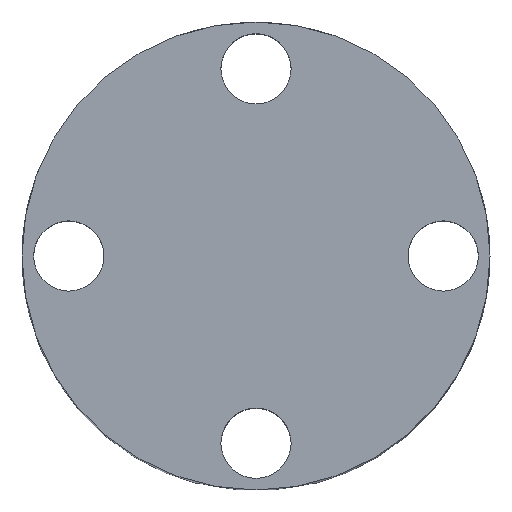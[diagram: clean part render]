
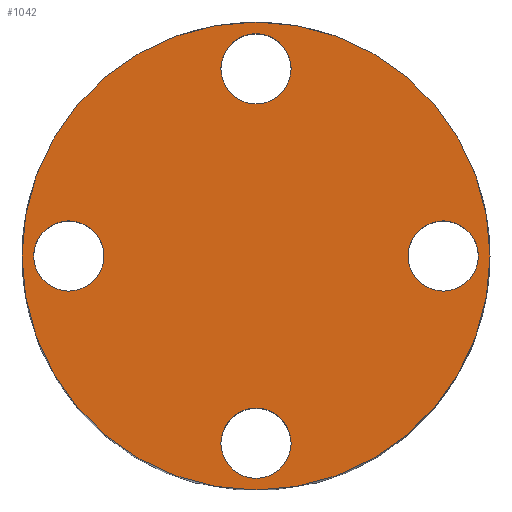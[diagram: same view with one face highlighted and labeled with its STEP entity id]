
A CAD part, top view. The second image highlights one B-rep face of the part: STEP entity #1042.
In plain terms, the highlighted planar face has unit normal (0, 0, 1).
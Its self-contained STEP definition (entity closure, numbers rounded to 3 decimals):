
#6 = AXIS2_PLACEMENT_3D ( 'NONE', #496, #376, #770 ) ;
#34 = ORIENTED_EDGE ( 'NONE', *, *, #899, .F. ) ;
#58 = EDGE_CURVE ( 'NONE', #388, #276, #389, .T. ) ;
#69 = DIRECTION ( 'NONE',  ( 1., 0., 0. ) ) ;
#73 = CIRCLE ( 'NONE', #773, 1.5 ) ;
#91 = CARTESIAN_POINT ( 'NONE',  ( -6.5, 0., 31. ) ) ;
#103 = EDGE_CURVE ( 'NONE', #941, #1141, #185, .T. ) ;
#104 = VERTEX_POINT ( 'NONE', #315 ) ;
#126 = CIRCLE ( 'NONE', #952, 1.5 ) ;
#142 = DIRECTION ( 'NONE',  ( 1., 0., 0. ) ) ;
#152 = EDGE_CURVE ( 'NONE', #799, #648, #126, .T. ) ;
#154 = CARTESIAN_POINT ( 'NONE',  ( 9.5, 0., 31. ) ) ;
#167 = DIRECTION ( 'NONE',  ( 0., 0., 1. ) ) ;
#172 = AXIS2_PLACEMENT_3D ( 'NONE', #787, #517, #797 ) ;
#181 = DIRECTION ( 'NONE',  ( 0., 0., 1. ) ) ;
#185 = CIRCLE ( 'NONE', #351, 10. ) ;
#187 = AXIS2_PLACEMENT_3D ( 'NONE', #861, #181, #488 ) ;
#224 = DIRECTION ( 'NONE',  ( 0., 0., 1. ) ) ;
#234 = EDGE_LOOP ( 'NONE', ( #435, #1188 ) ) ;
#245 = FACE_BOUND ( 'NONE', #234, .T. ) ;
#276 = VERTEX_POINT ( 'NONE', #1131 ) ;
#280 = EDGE_LOOP ( 'NONE', ( #1043, #1153 ) ) ;
#302 = CIRCLE ( 'NONE', #1011, 1.5 ) ;
#314 = DIRECTION ( 'NONE',  ( 0., 0., 1. ) ) ;
#315 = CARTESIAN_POINT ( 'NONE',  ( 6.5, 0., 31. ) ) ;
#341 = CARTESIAN_POINT ( 'NONE',  ( -1.5, -8., 31. ) ) ;
#344 = EDGE_CURVE ( 'NONE', #648, #799, #302, .T. ) ;
#351 = AXIS2_PLACEMENT_3D ( 'NONE', #633, #709, #142 ) ;
#359 = CARTESIAN_POINT ( 'NONE',  ( 0., -8., 31. ) ) ;
#368 = DIRECTION ( 'NONE',  ( 1., 0., 0. ) ) ;
#369 = EDGE_LOOP ( 'NONE', ( #823, #1009 ) ) ;
#376 = DIRECTION ( 'NONE',  ( 0., 0., 1. ) ) ;
#388 = VERTEX_POINT ( 'NONE', #91 ) ;
#389 = CIRCLE ( 'NONE', #636, 1.5 ) ;
#398 = EDGE_LOOP ( 'NONE', ( #1096, #1182 ) ) ;
#409 = CIRCLE ( 'NONE', #793, 1.5 ) ;
#411 = EDGE_CURVE ( 'NONE', #104, #695, #1130, .T. ) ;
#421 = EDGE_CURVE ( 'NONE', #695, #104, #660, .T. ) ;
#434 = CIRCLE ( 'NONE', #172, 10. ) ;
#435 = ORIENTED_EDGE ( 'NONE', *, *, #152, .F. ) ;
#445 = DIRECTION ( 'NONE',  ( 0., 0., 1. ) ) ;
#446 = CARTESIAN_POINT ( 'NONE',  ( 0., 0., 31. ) ) ;
#488 = DIRECTION ( 'NONE',  ( 1., 0., 0. ) ) ;
#496 = CARTESIAN_POINT ( 'NONE',  ( 8., 0., 31. ) ) ;
#517 = DIRECTION ( 'NONE',  ( 0., 0., 1. ) ) ;
#536 = FACE_BOUND ( 'NONE', #398, .T. ) ;
#548 = CARTESIAN_POINT ( 'NONE',  ( 0., 8., 31. ) ) ;
#553 = CARTESIAN_POINT ( 'NONE',  ( 1.5, -8., 31. ) ) ;
#567 = CIRCLE ( 'NONE', #1036, 1.5 ) ;
#592 = DIRECTION ( 'NONE',  ( 1., 0., 0. ) ) ;
#621 = DIRECTION ( 'NONE',  ( 1., 0., 0. ) ) ;
#624 = CARTESIAN_POINT ( 'NONE',  ( 1.5, 8., 31. ) ) ;
#633 = CARTESIAN_POINT ( 'NONE',  ( 0., 0., 31. ) ) ;
#636 = AXIS2_PLACEMENT_3D ( 'NONE', #1025, #844, #69 ) ;
#637 = PLANE ( 'NONE',  #1014 ) ;
#648 = VERTEX_POINT ( 'NONE', #624 ) ;
#651 = CARTESIAN_POINT ( 'NONE',  ( 0., -8., 31. ) ) ;
#660 = CIRCLE ( 'NONE', #187, 1.5 ) ;
#679 = VERTEX_POINT ( 'NONE', #341 ) ;
#690 = VERTEX_POINT ( 'NONE', #553 ) ;
#695 = VERTEX_POINT ( 'NONE', #154 ) ;
#709 = DIRECTION ( 'NONE',  ( 0., 0., 1. ) ) ;
#716 = EDGE_CURVE ( 'NONE', #679, #690, #73, .T. ) ;
#720 = EDGE_LOOP ( 'NONE', ( #34, #757 ) ) ;
#727 = DIRECTION ( 'NONE',  ( 1., 0., 0. ) ) ;
#736 = DIRECTION ( 'NONE',  ( 1., 0., 0. ) ) ;
#743 = EDGE_CURVE ( 'NONE', #690, #679, #409, .T. ) ;
#757 = ORIENTED_EDGE ( 'NONE', *, *, #58, .F. ) ;
#770 = DIRECTION ( 'NONE',  ( 1., 0., 0. ) ) ;
#773 = AXIS2_PLACEMENT_3D ( 'NONE', #359, #167, #846 ) ;
#787 = CARTESIAN_POINT ( 'NONE',  ( 0., 0., 31. ) ) ;
#793 = AXIS2_PLACEMENT_3D ( 'NONE', #651, #445, #727 ) ;
#797 = DIRECTION ( 'NONE',  ( 1., 0., 0. ) ) ;
#799 = VERTEX_POINT ( 'NONE', #1156 ) ;
#810 = CARTESIAN_POINT ( 'NONE',  ( -10., 0., 31. ) ) ;
#823 = ORIENTED_EDGE ( 'NONE', *, *, #411, .F. ) ;
#833 = DIRECTION ( 'NONE',  ( 0., 0., 1. ) ) ;
#844 = DIRECTION ( 'NONE',  ( 0., 0., 1. ) ) ;
#846 = DIRECTION ( 'NONE',  ( 1., 0., 0. ) ) ;
#861 = CARTESIAN_POINT ( 'NONE',  ( 8., 0., 31. ) ) ;
#863 = EDGE_CURVE ( 'NONE', #1141, #941, #434, .T. ) ;
#899 = EDGE_CURVE ( 'NONE', #276, #388, #567, .T. ) ;
#910 = CARTESIAN_POINT ( 'NONE',  ( 0., 8., 31. ) ) ;
#941 = VERTEX_POINT ( 'NONE', #810 ) ;
#952 = AXIS2_PLACEMENT_3D ( 'NONE', #910, #224, #621 ) ;
#994 = FACE_OUTER_BOUND ( 'NONE', #280, .T. ) ;
#1009 = ORIENTED_EDGE ( 'NONE', *, *, #421, .F. ) ;
#1011 = AXIS2_PLACEMENT_3D ( 'NONE', #548, #1231, #368 ) ;
#1014 = AXIS2_PLACEMENT_3D ( 'NONE', #446, #833, #736 ) ;
#1025 = CARTESIAN_POINT ( 'NONE',  ( -8., 0., 31. ) ) ;
#1036 = AXIS2_PLACEMENT_3D ( 'NONE', #1174, #314, #592 ) ;
#1042 = ADVANCED_FACE ( 'NONE', ( #1193, #536, #1200, #245, #994 ), #637, .T. ) ;
#1043 = ORIENTED_EDGE ( 'NONE', *, *, #103, .T. ) ;
#1096 = ORIENTED_EDGE ( 'NONE', *, *, #716, .F. ) ;
#1130 = CIRCLE ( 'NONE', #6, 1.5 ) ;
#1131 = CARTESIAN_POINT ( 'NONE',  ( -9.5, 0., 31. ) ) ;
#1141 = VERTEX_POINT ( 'NONE', #1183 ) ;
#1153 = ORIENTED_EDGE ( 'NONE', *, *, #863, .T. ) ;
#1156 = CARTESIAN_POINT ( 'NONE',  ( -1.5, 8., 31. ) ) ;
#1174 = CARTESIAN_POINT ( 'NONE',  ( -8., 0., 31. ) ) ;
#1182 = ORIENTED_EDGE ( 'NONE', *, *, #743, .F. ) ;
#1183 = CARTESIAN_POINT ( 'NONE',  ( 10., 0., 31. ) ) ;
#1188 = ORIENTED_EDGE ( 'NONE', *, *, #344, .F. ) ;
#1193 = FACE_BOUND ( 'NONE', #369, .T. ) ;
#1200 = FACE_BOUND ( 'NONE', #720, .T. ) ;
#1231 = DIRECTION ( 'NONE',  ( 0., 0., 1. ) ) ;
